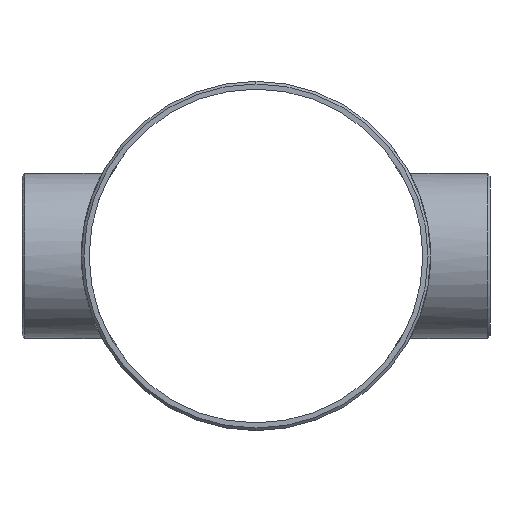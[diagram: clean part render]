
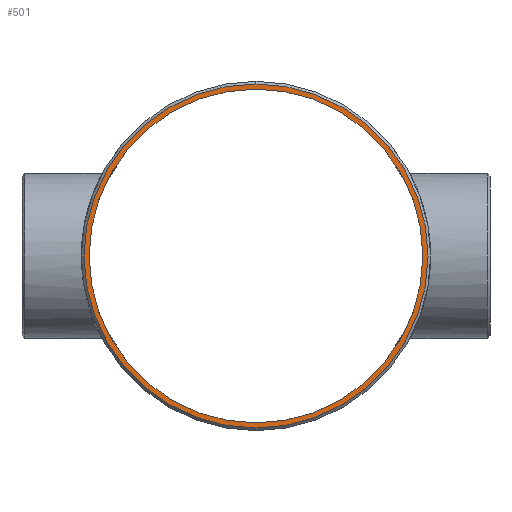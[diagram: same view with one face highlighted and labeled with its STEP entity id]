
A CAD part, left-side view. The second image highlights one B-rep face of the part: STEP entity #501.
In plain terms, the highlighted planar face has unit normal (-1, 0, 0).
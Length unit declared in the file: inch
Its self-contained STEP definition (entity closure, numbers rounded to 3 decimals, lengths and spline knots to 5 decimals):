
#86 = CARTESIAN_POINT ( 'NONE',  ( -11., 0., 0. ) ) ;
#103 = DIRECTION ( 'NONE',  ( 0., 0., 1. ) ) ;
#106 = DIRECTION ( 'NONE',  ( 1., 0., 0. ) ) ;
#115 = ORIENTED_EDGE ( 'NONE', *, *, #741, .T. ) ;
#148 = CARTESIAN_POINT ( 'NONE',  ( -11., 0., 0. ) ) ;
#201 = CIRCLE ( 'NONE', #288, 6.896 ) ;
#216 = DIRECTION ( 'NONE',  ( 1., 0., 0. ) ) ;
#246 = VERTEX_POINT ( 'NONE', #692 ) ;
#288 = AXIS2_PLACEMENT_3D ( 'NONE', #325, #332, #103 ) ;
#325 = CARTESIAN_POINT ( 'NONE',  ( -11., 0., 0. ) ) ;
#330 = VERTEX_POINT ( 'NONE', #1283 ) ;
#332 = DIRECTION ( 'NONE',  ( -1., 0., 0. ) ) ;
#370 = FACE_OUTER_BOUND ( 'NONE', #1348, .T. ) ;
#424 = VERTEX_POINT ( 'NONE', #1312 ) ;
#446 = CARTESIAN_POINT ( 'NONE',  ( -11., 0., 6.688 ) ) ;
#480 = ORIENTED_EDGE ( 'NONE', *, *, #1007, .T. ) ;
#501 = ADVANCED_FACE ( 'NONE', ( #370, #1220 ), #654, .T. ) ;
#527 = CIRCLE ( 'NONE', #1315, 6.688 ) ;
#536 = DIRECTION ( 'NONE',  ( 0., 0., 1. ) ) ;
#575 = CIRCLE ( 'NONE', #755, 6.688 ) ;
#592 = DIRECTION ( 'NONE',  ( -1., 0., 0. ) ) ;
#635 = ORIENTED_EDGE ( 'NONE', *, *, #1170, .T. ) ;
#639 = VERTEX_POINT ( 'NONE', #446 ) ;
#641 = AXIS2_PLACEMENT_3D ( 'NONE', #148, #1343, #1246 ) ;
#654 = PLANE ( 'NONE',  #1095 ) ;
#692 = CARTESIAN_POINT ( 'NONE',  ( -11., 0., -6.896 ) ) ;
#741 = EDGE_CURVE ( 'NONE', #639, #424, #575, .T. ) ;
#755 = AXIS2_PLACEMENT_3D ( 'NONE', #86, #106, #536 ) ;
#761 = EDGE_LOOP ( 'NONE', ( #115, #480 ) ) ;
#851 = DIRECTION ( 'NONE',  ( 0., 0., 1. ) ) ;
#924 = DIRECTION ( 'NONE',  ( 0., 0., -1. ) ) ;
#1007 = EDGE_CURVE ( 'NONE', #424, #639, #527, .T. ) ;
#1058 = ORIENTED_EDGE ( 'NONE', *, *, #1108, .T. ) ;
#1095 = AXIS2_PLACEMENT_3D ( 'NONE', #1384, #592, #924 ) ;
#1108 = EDGE_CURVE ( 'NONE', #330, #246, #1251, .T. ) ;
#1160 = CARTESIAN_POINT ( 'NONE',  ( -11., 0., 0. ) ) ;
#1170 = EDGE_CURVE ( 'NONE', #246, #330, #201, .T. ) ;
#1220 = FACE_BOUND ( 'NONE', #761, .T. ) ;
#1246 = DIRECTION ( 'NONE',  ( 0., 0., 1. ) ) ;
#1251 = CIRCLE ( 'NONE', #641, 6.896 ) ;
#1283 = CARTESIAN_POINT ( 'NONE',  ( -11., 0., 6.896 ) ) ;
#1312 = CARTESIAN_POINT ( 'NONE',  ( -11., 0., -6.688 ) ) ;
#1315 = AXIS2_PLACEMENT_3D ( 'NONE', #1160, #216, #851 ) ;
#1343 = DIRECTION ( 'NONE',  ( -1., 0., 0. ) ) ;
#1348 = EDGE_LOOP ( 'NONE', ( #635, #1058 ) ) ;
#1384 = CARTESIAN_POINT ( 'NONE',  ( -11., 0., 0. ) ) ;
